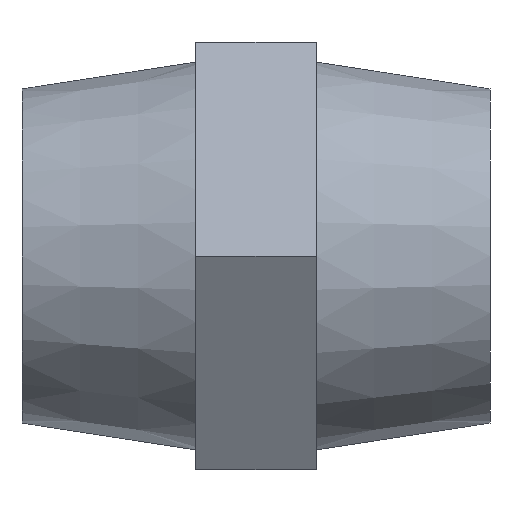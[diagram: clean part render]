
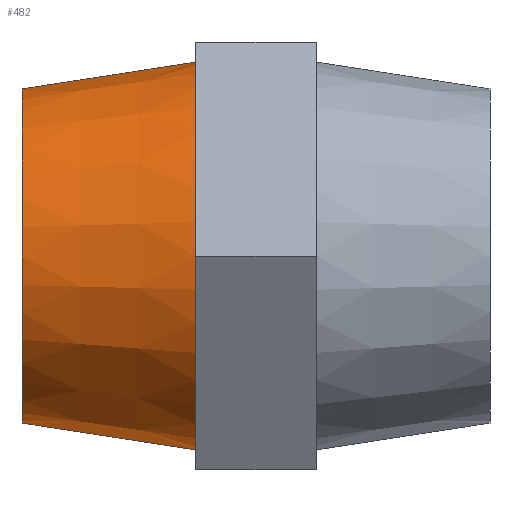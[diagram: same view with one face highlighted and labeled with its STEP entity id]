
A CAD part, left-side view. The second image highlights one B-rep face of the part: STEP entity #482.
In plain terms, the highlighted conical face has half-angle 8.746 degrees and reference radius 14.5 mm.
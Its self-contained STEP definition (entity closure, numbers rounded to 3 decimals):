
#80 = AXIS2_PLACEMENT_3D ( 'NONE', #2172, #1927, #1686 ) ;
#88 = VERTEX_POINT ( 'NONE', #3134 ) ;
#135 = DIRECTION ( 'NONE',  ( 0., -1., 0. ) ) ;
#182 = AXIS2_PLACEMENT_3D ( 'NONE', #944, #135, #1609 ) ;
#482 = ADVANCED_FACE ( 'NONE', ( #2409 ), #757, .T. ) ;
#526 = DIRECTION ( 'NONE',  ( 0., -0.988, -0.152 ) ) ;
#546 = CARTESIAN_POINT ( 'NONE',  ( 0., 4.5, -14.5 ) ) ;
#603 = ORIENTED_EDGE ( 'NONE', *, *, #776, .T. ) ;
#757 = CONICAL_SURFACE ( 'NONE', #182, 14.5, 0.153 ) ;
#776 = EDGE_CURVE ( 'NONE', #2110, #2163, #1275, .T. ) ;
#943 = CARTESIAN_POINT ( 'NONE',  ( 0., 17.5, 0. ) ) ;
#944 = CARTESIAN_POINT ( 'NONE',  ( 0., 4.5, 0. ) ) ;
#1115 = DIRECTION ( 'NONE',  ( 0., -0.988, 0.152 ) ) ;
#1152 = EDGE_CURVE ( 'NONE', #1167, #2163, #2306, .T. ) ;
#1167 = VERTEX_POINT ( 'NONE', #2279 ) ;
#1200 = AXIS2_PLACEMENT_3D ( 'NONE', #943, #3198, #2181 ) ;
#1275 = LINE ( 'NONE', #546, #3059 ) ;
#1321 = CARTESIAN_POINT ( 'NONE',  ( 0., 4.5, 14.5 ) ) ;
#1609 = DIRECTION ( 'NONE',  ( 0., 0., -1. ) ) ;
#1686 = DIRECTION ( 'NONE',  ( 0., 0., -1. ) ) ;
#1927 = DIRECTION ( 'NONE',  ( 0., -1., 0. ) ) ;
#1957 = EDGE_CURVE ( 'NONE', #88, #1167, #2787, .T. ) ;
#2009 = ORIENTED_EDGE ( 'NONE', *, *, #1957, .F. ) ;
#2110 = VERTEX_POINT ( 'NONE', #3135 ) ;
#2163 = VERTEX_POINT ( 'NONE', #2711 ) ;
#2172 = CARTESIAN_POINT ( 'NONE',  ( 0., 4.5, 0. ) ) ;
#2181 = DIRECTION ( 'NONE',  ( 0., 0., -1. ) ) ;
#2186 = EDGE_LOOP ( 'NONE', ( #2009, #3216, #603, #2639 ) ) ;
#2279 = CARTESIAN_POINT ( 'NONE',  ( 0., 4.5, 14.5 ) ) ;
#2306 = CIRCLE ( 'NONE', #80, 14.5 ) ;
#2346 = VECTOR ( 'NONE', #1115, 1000. ) ;
#2409 = FACE_OUTER_BOUND ( 'NONE', #2186, .T. ) ;
#2639 = ORIENTED_EDGE ( 'NONE', *, *, #1152, .F. ) ;
#2711 = CARTESIAN_POINT ( 'NONE',  ( 0., 4.5, -14.5 ) ) ;
#2787 = LINE ( 'NONE', #1321, #2346 ) ;
#3009 = EDGE_CURVE ( 'NONE', #88, #2110, #3025, .T. ) ;
#3025 = CIRCLE ( 'NONE', #1200, 12.5 ) ;
#3059 = VECTOR ( 'NONE', #526, 1000. ) ;
#3134 = CARTESIAN_POINT ( 'NONE',  ( 0., 17.5, 12.5 ) ) ;
#3135 = CARTESIAN_POINT ( 'NONE',  ( 0., 17.5, -12.5 ) ) ;
#3198 = DIRECTION ( 'NONE',  ( 0., -1., 0. ) ) ;
#3216 = ORIENTED_EDGE ( 'NONE', *, *, #3009, .T. ) ;
